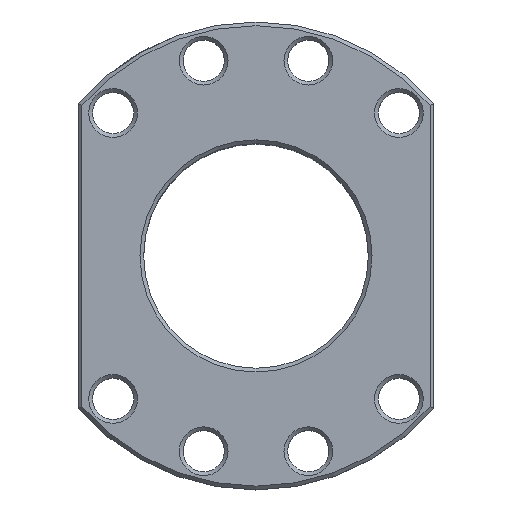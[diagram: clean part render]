
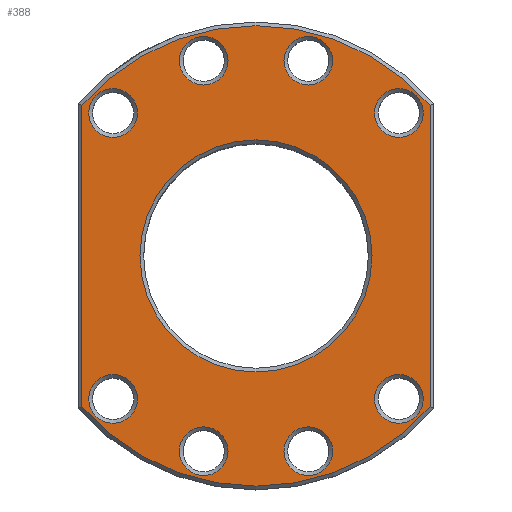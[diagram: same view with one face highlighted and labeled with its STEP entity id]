
A CAD part, top view. The second image highlights one B-rep face of the part: STEP entity #388.
In plain terms, the highlighted planar face has unit normal (0, 0, 1).
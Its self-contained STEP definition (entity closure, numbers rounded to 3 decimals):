
#151=PLANE('',#3574);
#388=ADVANCED_FACE('',(#952,#953,#954,#955,#956,#957,#958,#959,#960,#961),
#151,.T.);
#952=FACE_BOUND('',#1053,.T.);
#953=FACE_BOUND('',#1054,.T.);
#954=FACE_BOUND('',#1055,.T.);
#955=FACE_BOUND('',#1056,.T.);
#956=FACE_BOUND('',#1057,.T.);
#957=FACE_BOUND('',#1058,.T.);
#958=FACE_BOUND('',#1059,.T.);
#959=FACE_BOUND('',#1060,.T.);
#960=FACE_BOUND('',#1061,.T.);
#961=FACE_BOUND('',#1062,.T.);
#1053=EDGE_LOOP('',(#1481));
#1054=EDGE_LOOP('',(#1482));
#1055=EDGE_LOOP('',(#1483));
#1056=EDGE_LOOP('',(#1484));
#1057=EDGE_LOOP('',(#1485));
#1058=EDGE_LOOP('',(#1486));
#1059=EDGE_LOOP('',(#1487));
#1060=EDGE_LOOP('',(#1488));
#1061=EDGE_LOOP('',(#1489,#1490,#1491,#1492));
#1062=EDGE_LOOP('',(#1493));
#1315=CIRCLE('',#3563,6.5);
#1316=CIRCLE('',#3564,6.5);
#1317=CIRCLE('',#3565,6.5);
#1318=CIRCLE('',#3566,6.5);
#1319=CIRCLE('',#3567,6.5);
#1320=CIRCLE('',#3568,6.5);
#1321=CIRCLE('',#3569,6.5);
#1322=CIRCLE('',#3570,6.5);
#1323=CIRCLE('',#3571,61.5);
#1324=CIRCLE('',#3572,61.5);
#1325=CIRCLE('',#3573,31.);
#1481=ORIENTED_EDGE('',*,*,#2745,.T.);
#1482=ORIENTED_EDGE('',*,*,#2746,.T.);
#1483=ORIENTED_EDGE('',*,*,#2747,.T.);
#1484=ORIENTED_EDGE('',*,*,#2748,.T.);
#1485=ORIENTED_EDGE('',*,*,#2749,.T.);
#1486=ORIENTED_EDGE('',*,*,#2750,.T.);
#1487=ORIENTED_EDGE('',*,*,#2751,.T.);
#1488=ORIENTED_EDGE('',*,*,#2752,.T.);
#1489=ORIENTED_EDGE('',*,*,#2753,.T.);
#1490=ORIENTED_EDGE('',*,*,#2754,.T.);
#1491=ORIENTED_EDGE('',*,*,#2755,.T.);
#1492=ORIENTED_EDGE('',*,*,#2756,.T.);
#1493=ORIENTED_EDGE('',*,*,#2757,.T.);
#2415=VERTEX_POINT('',#5397);
#2416=VERTEX_POINT('',#5399);
#2417=VERTEX_POINT('',#5401);
#2418=VERTEX_POINT('',#5403);
#2419=VERTEX_POINT('',#5405);
#2420=VERTEX_POINT('',#5407);
#2421=VERTEX_POINT('',#5409);
#2422=VERTEX_POINT('',#5411);
#2423=VERTEX_POINT('',#5413);
#2424=VERTEX_POINT('',#5414);
#2425=VERTEX_POINT('',#5416);
#2426=VERTEX_POINT('',#5418);
#2427=VERTEX_POINT('',#5421);
#2745=EDGE_CURVE('',#2415,#2415,#1315,.T.);
#2746=EDGE_CURVE('',#2416,#2416,#1316,.T.);
#2747=EDGE_CURVE('',#2417,#2417,#1317,.T.);
#2748=EDGE_CURVE('',#2418,#2418,#1318,.T.);
#2749=EDGE_CURVE('',#2419,#2419,#1319,.T.);
#2750=EDGE_CURVE('',#2420,#2420,#1320,.T.);
#2751=EDGE_CURVE('',#2421,#2421,#1321,.T.);
#2752=EDGE_CURVE('',#2422,#2422,#1322,.T.);
#2753=EDGE_CURVE('',#2423,#2424,#3100,.T.);
#2754=EDGE_CURVE('',#2424,#2425,#1323,.T.);
#2755=EDGE_CURVE('',#2425,#2426,#3101,.T.);
#2756=EDGE_CURVE('',#2426,#2423,#1324,.T.);
#2757=EDGE_CURVE('',#2427,#2427,#1325,.T.);
#3100=LINE('',#5412,#3268);
#3101=LINE('',#5417,#3269);
#3268=VECTOR('',#3840,1.);
#3269=VECTOR('',#3843,1.);
#3563=AXIS2_PLACEMENT_3D('',#5396,#3824,#3825);
#3564=AXIS2_PLACEMENT_3D('',#5398,#3826,#3827);
#3565=AXIS2_PLACEMENT_3D('',#5400,#3828,#3829);
#3566=AXIS2_PLACEMENT_3D('',#5402,#3830,#3831);
#3567=AXIS2_PLACEMENT_3D('',#5404,#3832,#3833);
#3568=AXIS2_PLACEMENT_3D('',#5406,#3834,#3835);
#3569=AXIS2_PLACEMENT_3D('',#5408,#3836,#3837);
#3570=AXIS2_PLACEMENT_3D('',#5410,#3838,#3839);
#3571=AXIS2_PLACEMENT_3D('',#5415,#3841,#3842);
#3572=AXIS2_PLACEMENT_3D('',#5419,#3844,#3845);
#3573=AXIS2_PLACEMENT_3D('',#5420,#3846,#3847);
#3574=AXIS2_PLACEMENT_3D('',#5422,#3848,#3849);
#3824=DIRECTION('',(0.,0.,-1.));
#3825=DIRECTION('',(1.,0.,0.));
#3826=DIRECTION('',(0.,0.,-1.));
#3827=DIRECTION('',(1.,0.,0.));
#3828=DIRECTION('',(0.,0.,-1.));
#3829=DIRECTION('',(1.,0.,0.));
#3830=DIRECTION('',(0.,0.,-1.));
#3831=DIRECTION('',(1.,0.,0.));
#3832=DIRECTION('',(0.,0.,-1.));
#3833=DIRECTION('',(1.,0.,0.));
#3834=DIRECTION('',(0.,0.,-1.));
#3835=DIRECTION('',(1.,0.,0.));
#3836=DIRECTION('',(0.,0.,-1.));
#3837=DIRECTION('',(1.,0.,0.));
#3838=DIRECTION('',(0.,0.,-1.));
#3839=DIRECTION('',(1.,0.,0.));
#3840=DIRECTION('',(0.,-1.,0.));
#3841=DIRECTION('',(0.,0.,1.));
#3842=DIRECTION('',(1.,0.,0.));
#3843=DIRECTION('',(0.,1.,0.));
#3844=DIRECTION('',(0.,0.,1.));
#3845=DIRECTION('',(1.,0.,0.));
#3846=DIRECTION('',(0.,0.,-1.));
#3847=DIRECTION('',(1.,0.,0.));
#3848=DIRECTION('',(0.,0.,1.));
#3849=DIRECTION('',(1.,0.,0.));
#5396=CARTESIAN_POINT('',(-38.184,38.184,0.));
#5397=CARTESIAN_POINT('',(-31.684,38.184,0.));
#5398=CARTESIAN_POINT('',(-13.976,52.16,0.));
#5399=CARTESIAN_POINT('',(-7.476,52.16,0.));
#5400=CARTESIAN_POINT('',(13.976,52.16,0.));
#5401=CARTESIAN_POINT('',(20.476,52.16,0.));
#5402=CARTESIAN_POINT('',(38.184,38.184,0.));
#5403=CARTESIAN_POINT('',(44.684,38.184,0.));
#5404=CARTESIAN_POINT('',(38.184,-38.184,0.));
#5405=CARTESIAN_POINT('',(44.684,-38.184,0.));
#5406=CARTESIAN_POINT('',(-38.184,-38.184,0.));
#5407=CARTESIAN_POINT('',(-31.684,-38.184,0.));
#5408=CARTESIAN_POINT('',(-13.976,-52.16,0.));
#5409=CARTESIAN_POINT('',(-7.476,-52.16,0.));
#5410=CARTESIAN_POINT('',(13.976,-52.16,0.));
#5411=CARTESIAN_POINT('',(20.476,-52.16,0.));
#5412=CARTESIAN_POINT('',(-46.5,-40.62,0.));
#5413=CARTESIAN_POINT('',(-46.5,40.249,0.));
#5414=CARTESIAN_POINT('',(-46.5,-40.249,0.));
#5415=CARTESIAN_POINT('',(0.,0.,0.));
#5416=CARTESIAN_POINT('',(46.5,-40.249,0.));
#5417=CARTESIAN_POINT('',(46.5,40.62,0.));
#5418=CARTESIAN_POINT('',(46.5,40.249,0.));
#5419=CARTESIAN_POINT('',(0.,0.,0.));
#5420=CARTESIAN_POINT('',(0.,0.,0.));
#5421=CARTESIAN_POINT('',(31.,0.,0.));
#5422=CARTESIAN_POINT('',(0.,0.,0.));
